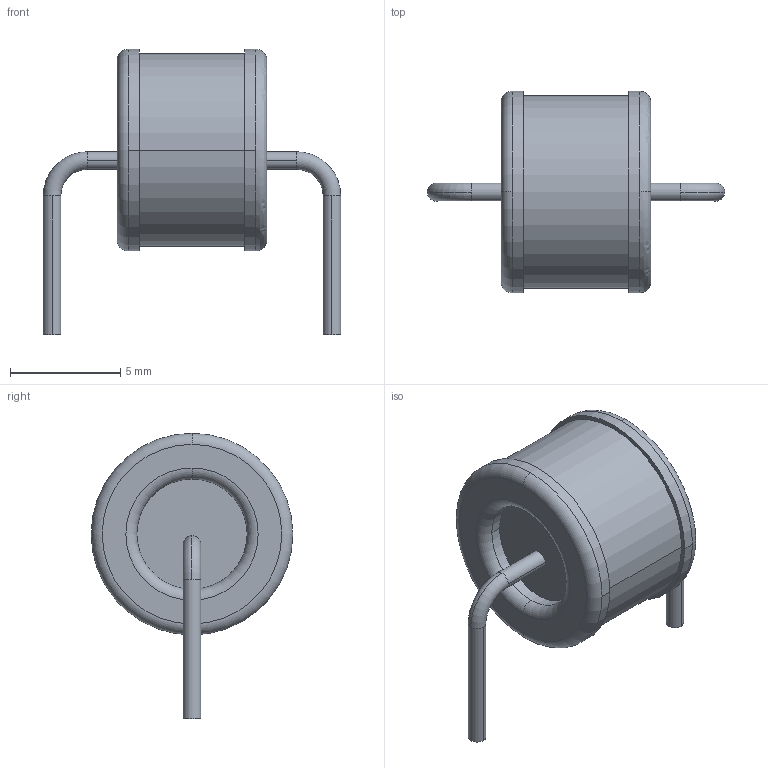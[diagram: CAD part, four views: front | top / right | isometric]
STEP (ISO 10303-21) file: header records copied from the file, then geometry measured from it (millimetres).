
FILE_DESCRIPTION((''),'2;1');
FILE_NAME('SAR_SIEMENS_B2-B600 Q69-X154.stp','2011-09-29T15:27:31',(''),(''),'Mechanical Desktop 2011','Mechanical Desktop 2011',', , ');
FILE_SCHEMA(('AUTOMOTIVE_DESIGN { 1 2 10303 214 1 1 1 1 }'));
Length unit declared in the file: millimetre
Products named in the file (1): Product
Bounding box: 13.5 x 9.15 x 12.95 mm (x, y, z)
Volume: 388.6 mm3; surface area: 571.2 mm2
Topology: 5 solids, 5 shells, 40 faces, 94 edges, 64 vertices
Faces by surface type: cylinder 14, bspline 10, plane 8, torus 8
Entity records: 1474 total; most frequent: CARTESIAN_POINT 449, DIRECTION 232, ORIENTED_EDGE 188, AXIS2_PLACEMENT_3D 107, EDGE_CURVE 94, CIRCLE 76, VERTEX_POINT 64, EDGE_LOOP 44
